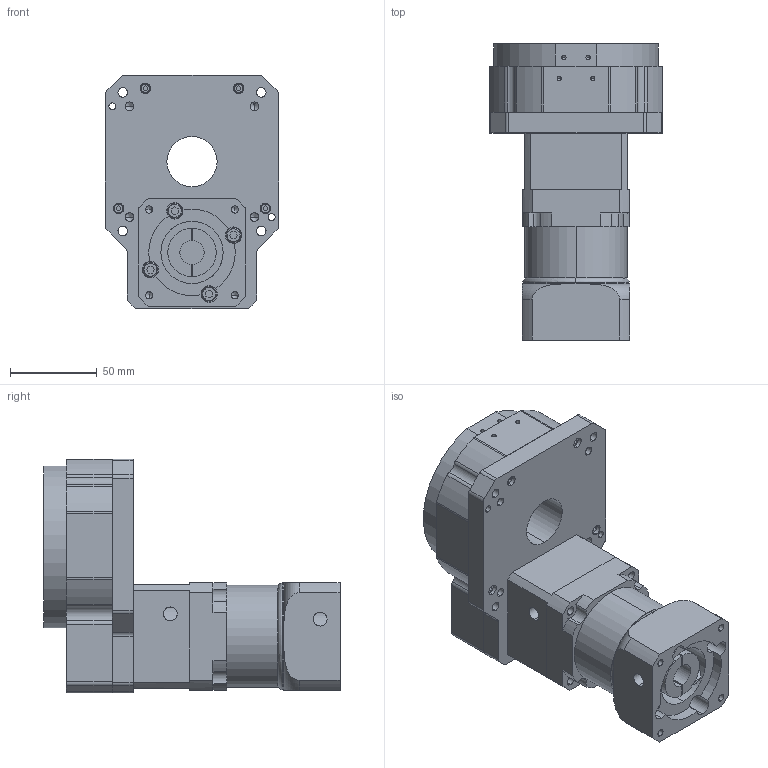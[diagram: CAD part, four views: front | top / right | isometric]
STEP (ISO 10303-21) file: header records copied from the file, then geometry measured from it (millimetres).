
FILE_DESCRIPTION (( 'STEP AP203' ), '1' );
FILE_NAME ('HRP100-H-XX-14-50-70-M5_2023.STEP', '2023-05-19T09:06:00', ( '' ), ( '' ), 'SwSTEP 2.0', 'SolidWorks 2016', '' );
FILE_SCHEMA (( 'CONFIG_CONTROL_DESIGN' ));
Length unit declared in the file: millimetre
Products named in the file (1): HRP100-H-XX-14-50-70-M5_2023
Bounding box: 100 x 171 x 135 mm (x, y, z)
Volume: 845077 mm3; surface area: 113126.2 mm2
Topology: 1 solids, 14 shells, 593 faces, 1460 edges, 929 vertices
Faces by surface type: cylinder 279, plane 238, cone 56, torus 18, bspline 2
Entity records: 18203 total; most frequent: CARTESIAN_POINT 3747, DIRECTION 3210, ORIENTED_EDGE 2828, EDGE_CURVE 1414, AXIS2_PLACEMENT_3D 1238, VERTEX_POINT 929, VECTOR 734, LINE 734
